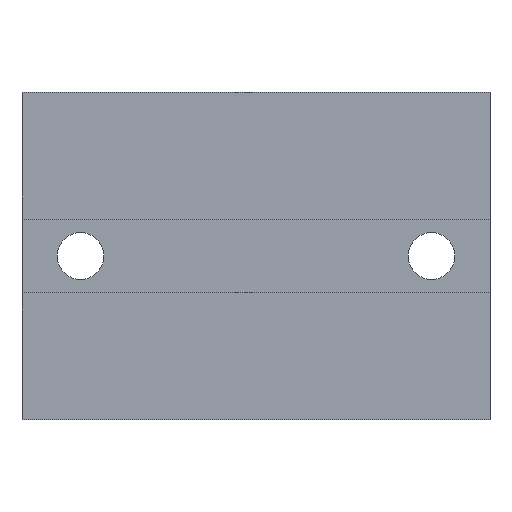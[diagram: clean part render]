
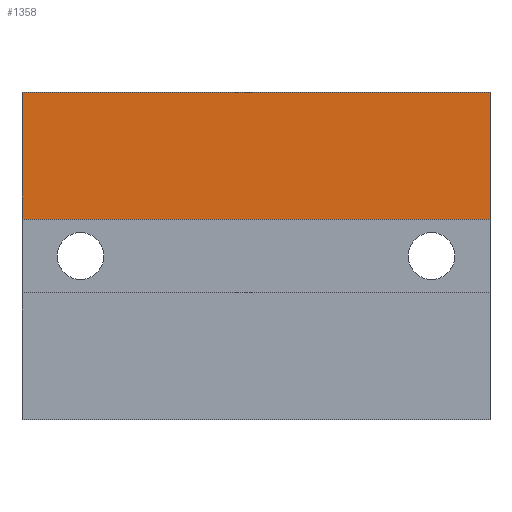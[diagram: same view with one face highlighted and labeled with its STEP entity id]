
A CAD part, front view. The second image highlights one B-rep face of the part: STEP entity #1358.
In plain terms, the highlighted planar face has unit normal (0, -1, 0).
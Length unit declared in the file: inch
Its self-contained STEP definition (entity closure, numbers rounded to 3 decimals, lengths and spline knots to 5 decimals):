
#868=CARTESIAN_POINT('',(-0.73063,-0.39789,1.75));
#869=VERTEX_POINT('',#868);
#876=CARTESIAN_POINT('',(1.76937,-0.39789,1.75));
#877=VERTEX_POINT('',#876);
#878=CARTESIAN_POINT('',(1.76937,-0.39789,1.75));
#879=DIRECTION('',(-1.0,0.0,0.0));
#880=VECTOR('',#879,2.5);
#881=LINE('',#878,#880);
#882=EDGE_CURVE('',#877,#869,#881,.T.);
#1242=CARTESIAN_POINT('',(1.76937,-0.39789,1.0717));
#1243=VERTEX_POINT('',#1242);
#1250=CARTESIAN_POINT('',(-0.73063,-0.39789,1.0717));
#1251=VERTEX_POINT('',#1250);
#1252=CARTESIAN_POINT('',(-0.73063,-0.39789,1.0717));
#1253=DIRECTION('',(1.0,0.0,0.0));
#1254=VECTOR('',#1253,2.5);
#1255=LINE('',#1252,#1254);
#1256=EDGE_CURVE('',#1251,#1243,#1255,.T.);
#1337=CARTESIAN_POINT('',(1.76937,-0.39789,0.0));
#1338=DIRECTION('',(0.0,-1.0,0.0));
#1339=DIRECTION('',(0.0,0.0,-1.0));
#1340=AXIS2_PLACEMENT_3D('',#1337,#1338,#1339);
#1341=PLANE('',#1340);
#1342=ORIENTED_EDGE('',*,*,#1256,.T.);
#1343=CARTESIAN_POINT('',(1.76937,-0.39789,1.0717));
#1344=DIRECTION('',(0.0,0.0,1.0));
#1345=VECTOR('',#1344,0.6783);
#1346=LINE('',#1343,#1345);
#1347=EDGE_CURVE('',#1243,#877,#1346,.T.);
#1348=ORIENTED_EDGE('',*,*,#1347,.T.);
#1349=ORIENTED_EDGE('',*,*,#882,.T.);
#1350=CARTESIAN_POINT('',(-0.73063,-0.39789,1.0717));
#1351=DIRECTION('',(0.0,0.0,1.0));
#1352=VECTOR('',#1351,0.6783);
#1353=LINE('',#1350,#1352);
#1354=EDGE_CURVE('',#1251,#869,#1353,.T.);
#1355=ORIENTED_EDGE('',*,*,#1354,.F.);
#1356=EDGE_LOOP('',(#1342,#1348,#1349,#1355));
#1357=FACE_OUTER_BOUND('',#1356,.T.);
#1358=ADVANCED_FACE('',(#1357),#1341,.T.);
